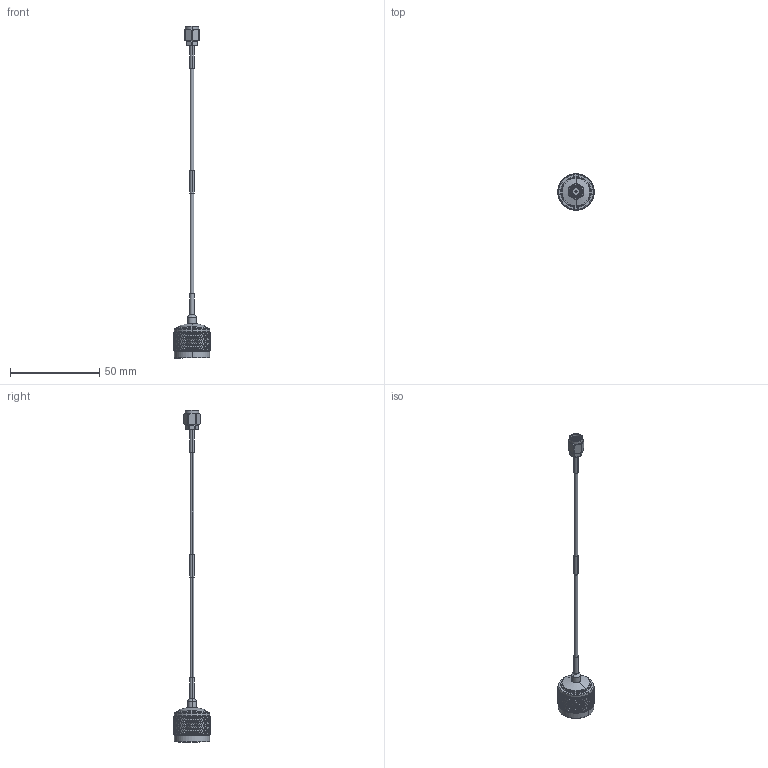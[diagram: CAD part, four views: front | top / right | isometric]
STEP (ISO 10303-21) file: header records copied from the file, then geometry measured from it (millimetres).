
FILE_DESCRIPTION (( 'STEP AP214' ), '1' );
FILE_NAME ('LCCA30539.step', '2020-06-19T13:11:39', ( '' ), ( '' ), 'SwSTEP 2.0', 'SolidWorks 2018', '' );
FILE_SCHEMA (( 'AUTOMOTIVE_DESIGN' ));
Length unit declared in the file: inch
Products named in the file (6): LCCA30539; 1AW01-002_.08 ID; LCCN3044_HS; LC085TB (085 FORMABLE); LCCN3050; LCCN3042
Assembly tree (6 placements, depth 2):
  LCCA30539
    LC085TB (085 FORMABLE)
    1AW01-002_.08 ID  x2
    LCCN3042
    LCCN3050
    LCCN3044_HS
Bounding box: 20.32 x 20.32 x 186.06 mm (x, y, z)
Volume: 5093.3 mm3; surface area: 5352.4 mm2
Topology: 6 solids, 6 shells, 2435 faces, 5193 edges, 2785 vertices
Faces by surface type: bspline 1800, cylinder 534, cone 54, plane 39, torus 8
Entity records: 94456 total; most frequent: CARTESIAN_POINT 62188, ORIENTED_EDGE 10362, EDGE_CURVE 5181, VERTEX_POINT 2777, EDGE_LOOP 2446, ADVANCED_FACE 2429, FACE_OUTER_BOUND 2429, B_SPLINE_CURVE_WITH_KNOTS 2100
